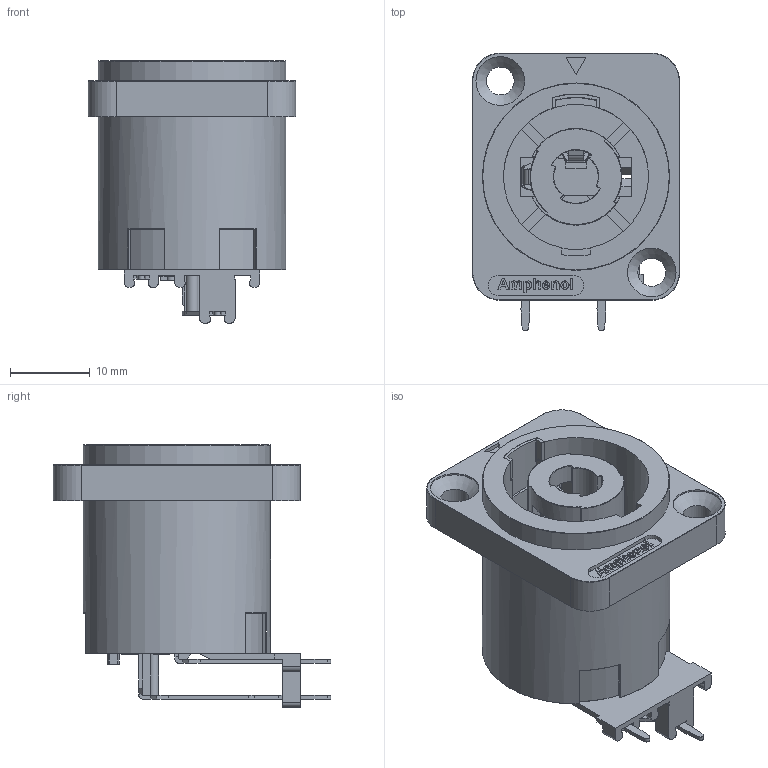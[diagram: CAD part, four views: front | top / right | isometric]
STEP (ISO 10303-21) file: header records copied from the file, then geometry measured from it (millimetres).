
FILE_DESCRIPTION(/* description */ (''),/* implementation_level */ '2;1');
FILE_NAME(/* name */ 'SP-2-MDH.stp',/* time_stamp */ '2019-03-15T15:56:00+11:00',/* author */ ('minh'),/* organization */ (''),/* preprocessor_version */ 'ST-DEVELOPER v16.1',/* originating_system */ 'Autodesk Inventor 2016',/* authorisation */ '');
FILE_SCHEMA (('AUTOMOTIVE_DESIGN { 1 0 10303 214 3 1 1 }'));
Length unit declared in the file: inch
Products named in the file (1): SP-2-MDH_Shrinkwrap_1
Bounding box: 26 x 34.8 x 32.9 mm (x, y, z)
Surface area: 8283.3 mm2 (no closed solid volume)
Topology: 0 solids, 29 shells, 340 faces, 1652 edges, 1303 vertices
Faces by surface type: plane 238, cylinder 82, bspline 9, torus 8, cone 3
Full cylindrical faces by diameter (mm): 3.5 x2, 6.1 x2, 23.5 x2
Entity records: 17386 total; most frequent: CARTESIAN_POINT 4401, DIRECTION 2407, ORIENTED_EDGE 2315, EDGE_CURVE 1640, VERTEX_POINT 1300, LINE 1183, VECTOR 1183, AXIS2_PLACEMENT_3D 612
